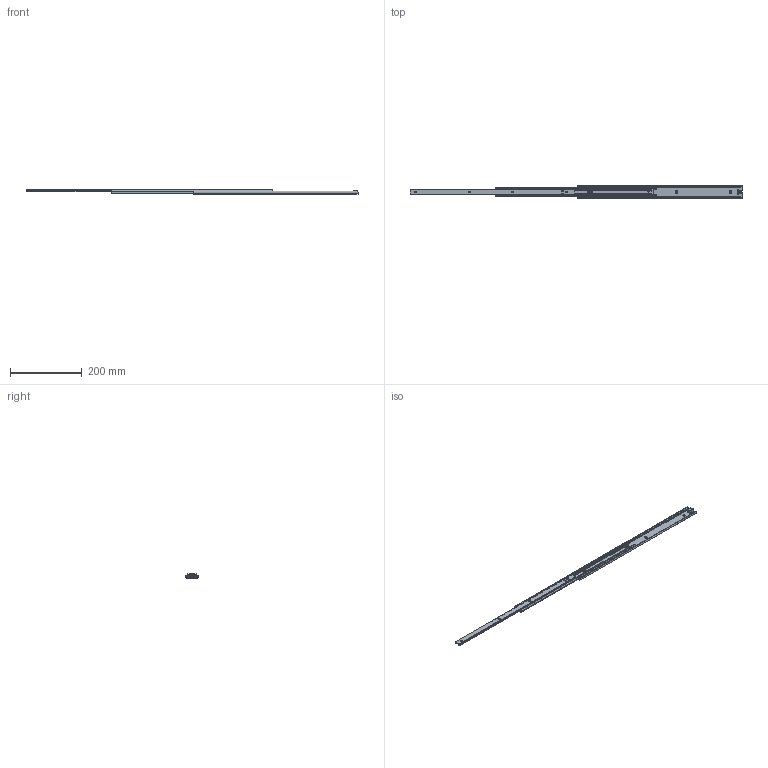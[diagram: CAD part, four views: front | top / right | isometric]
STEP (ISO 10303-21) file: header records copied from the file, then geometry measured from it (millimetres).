
FILE_DESCRIPTION (( 'STEP AP203' ), '1' );
FILE_NAME ('C351-18.STEP', '2021-03-22T01:57:26', ( '' ), ( '' ), 'SwSTEP 2.0', 'SolidWorks 2019', '' );
FILE_SCHEMA (( 'CONFIG_CONTROL_DESIGN' ));
Length unit declared in the file: millimetre
Products named in the file (6): C351-18 CM; C351-18 OM; PN36; C351-18; PN32; C351-18 IM
Assembly tree (5 placements, depth 2):
  C351-18
    C351-18 OM
    PN32
    C351-18 CM
    PN36
    C351-18 IM
Bounding box: 923.46 x 35.3 x 13 mm (x, y, z)
Volume: 80089.5 mm3; surface area: 103935.1 mm2
Topology: 5 solids, 5 shells, 296 faces, 832 edges, 542 vertices
Faces by surface type: plane 144, cylinder 132, cone 18, torus 2
Entity records: 10492 total; most frequent: CARTESIAN_POINT 2052, ORIENTED_EDGE 1664, DIRECTION 1646, EDGE_CURVE 832, AXIS2_PLACEMENT_3D 576, VERTEX_POINT 542, LINE 494, VECTOR 494
